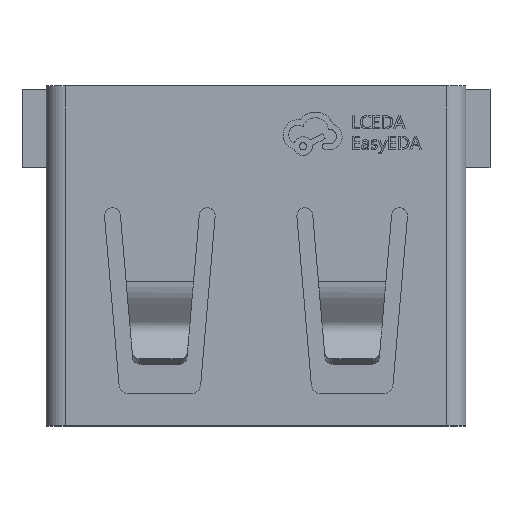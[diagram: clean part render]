
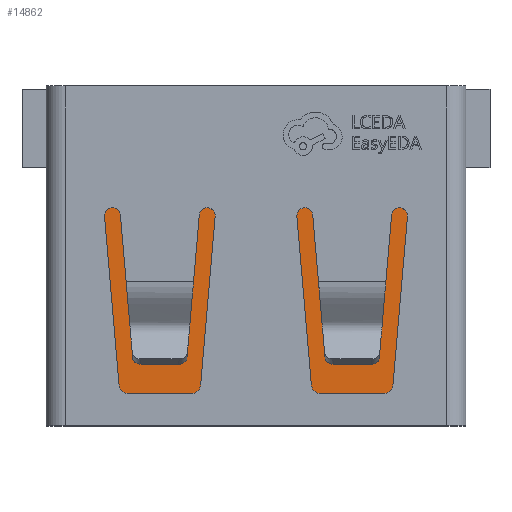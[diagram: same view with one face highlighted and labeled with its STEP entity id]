
A CAD part, top view. The second image highlights one B-rep face of the part: STEP entity #14862.
In plain terms, the highlighted planar face has unit normal (0, 0, 1).
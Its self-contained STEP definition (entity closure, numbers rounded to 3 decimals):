
#3224 = CARTESIAN_POINT ( 'NONE',  ( 5.5, -9.6, 4.69 ) ) ;
#5053 = DIRECTION ( 'NONE',  ( -1., 0., 0. ) ) ;
#8491 = VECTOR ( 'NONE', #15533, 1000. ) ;
#8544 = EDGE_LOOP ( 'NONE', ( #28358, #12184, #12861, #29912 ) ) ;
#8849 = AXIS2_PLACEMENT_3D ( 'NONE', #22601, #17036, #5053 ) ;
#9062 = CARTESIAN_POINT ( 'NONE',  ( 5.3, -2.55, 4.69 ) ) ;
#12184 = ORIENTED_EDGE ( 'NONE', *, *, #31266, .T. ) ;
#12861 = ORIENTED_EDGE ( 'NONE', *, *, #30474, .T. ) ;
#13829 = LINE ( 'NONE', #38940, #22809 ) ;
#13871 = CARTESIAN_POINT ( 'NONE',  ( -5.3, -9.6, 4.69 ) ) ;
#14862 = ADVANCED_FACE ( 'NONE', ( #34637 ), #38411, .F. ) ;
#15383 = DIRECTION ( 'NONE',  ( 1., 0., 0. ) ) ;
#15467 = CARTESIAN_POINT ( 'NONE',  ( -5.3, -2.55, 4.69 ) ) ;
#15533 = DIRECTION ( 'NONE',  ( 0., 1., 0. ) ) ;
#15908 = VERTEX_POINT ( 'NONE', #24487 ) ;
#16636 = DIRECTION ( 'NONE',  ( -1., 0., 0. ) ) ;
#17036 = DIRECTION ( 'NONE',  ( 0., 0., -1. ) ) ;
#17215 = CARTESIAN_POINT ( 'NONE',  ( -5.5, -2.55, 4.69 ) ) ;
#18075 = VERTEX_POINT ( 'NONE', #9062 ) ;
#19864 = VERTEX_POINT ( 'NONE', #13871 ) ;
#22601 = CARTESIAN_POINT ( 'NONE',  ( -5.5, -21.751, 4.69 ) ) ;
#22809 = VECTOR ( 'NONE', #32947, 1000. ) ;
#24154 = CARTESIAN_POINT ( 'NONE',  ( 5.3, -21.751, 4.69 ) ) ;
#24269 = VERTEX_POINT ( 'NONE', #15467 ) ;
#24487 = CARTESIAN_POINT ( 'NONE',  ( 5.3, -9.6, 4.69 ) ) ;
#26221 = LINE ( 'NONE', #17215, #31466 ) ;
#26562 = VECTOR ( 'NONE', #15383, 1000. ) ;
#27144 = LINE ( 'NONE', #24154, #8491 ) ;
#27313 = EDGE_CURVE ( 'NONE', #24269, #19864, #13829, .T. ) ;
#28358 = ORIENTED_EDGE ( 'NONE', *, *, #36147, .T. ) ;
#29912 = ORIENTED_EDGE ( 'NONE', *, *, #27313, .T. ) ;
#30474 = EDGE_CURVE ( 'NONE', #18075, #24269, #26221, .T. ) ;
#30589 = LINE ( 'NONE', #3224, #26562 ) ;
#31266 = EDGE_CURVE ( 'NONE', #15908, #18075, #27144, .T. ) ;
#31466 = VECTOR ( 'NONE', #16636, 1000. ) ;
#32947 = DIRECTION ( 'NONE',  ( 0., -1., 0. ) ) ;
#34637 = FACE_OUTER_BOUND ( 'NONE', #8544, .T. ) ;
#36147 = EDGE_CURVE ( 'NONE', #19864, #15908, #30589, .T. ) ;
#38411 = PLANE ( 'NONE',  #8849 ) ;
#38940 = CARTESIAN_POINT ( 'NONE',  ( -5.3, -21.751, 4.69 ) ) ;
